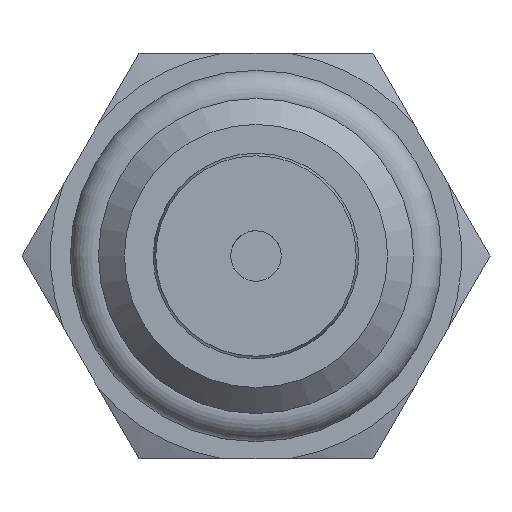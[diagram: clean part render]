
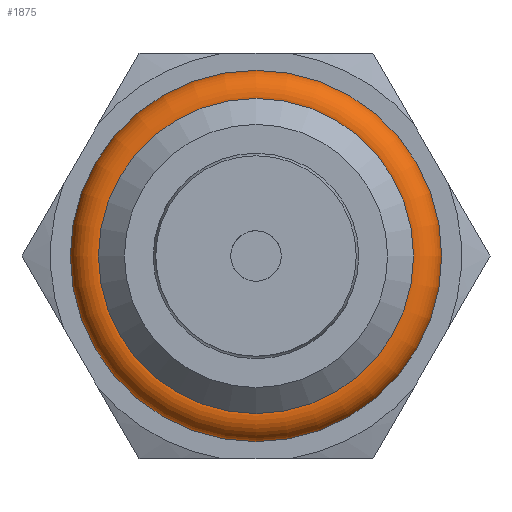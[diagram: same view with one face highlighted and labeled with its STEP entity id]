
A CAD part, left-side view. The second image highlights one B-rep face of the part: STEP entity #1875.
In plain terms, the highlighted toroidal (fillet/blend) face has major radius 5.626 mm and minor radius 0.914 mm.
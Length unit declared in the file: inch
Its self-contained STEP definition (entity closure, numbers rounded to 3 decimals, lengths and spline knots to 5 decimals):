
#524=FACE_OUTER_BOUND('',#687,.T.);
#687=EDGE_LOOP('',(#1522,#1524,#1523,#1525));
#839=CIRCLE('',#2059,0.036);
#840=CIRCLE('',#2060,0.2575);
#978=VERTEX_POINT('',#3296);
#1180=EDGE_CURVE('',#978,#978,#839,.T.);
#1181=EDGE_CURVE('',#978,#978,#840,.T.);
#1522=ORIENTED_EDGE('',*,*,#1180,.T.);
#1523=ORIENTED_EDGE('',*,*,#1180,.F.);
#1524=ORIENTED_EDGE('',*,*,#1181,.T.);
#1525=ORIENTED_EDGE('',*,*,#1181,.F.);
#1824=TOROIDAL_SURFACE('',#2058,0.2215,0.036);
#1875=ADVANCED_FACE('',(#524),#1824,.T.);
#2058=AXIS2_PLACEMENT_3D('',#3293,#2425,#2426);
#2059=AXIS2_PLACEMENT_3D('',#3294,#2427,#2428);
#2060=AXIS2_PLACEMENT_3D('',#3295,#2429,#2430);
#2425=DIRECTION('center_axis',(1.,0.,0.));
#2426=DIRECTION('ref_axis',(0.,0.,-1.));
#2427=DIRECTION('center_axis',(0.,-1.,0.));
#2428=DIRECTION('ref_axis',(0.,0.,-1.));
#2429=DIRECTION('center_axis',(-1.,0.,0.));
#2430=DIRECTION('ref_axis',(0.,0.,-1.));
#3293=CARTESIAN_POINT('Origin',(0.,0.00098,0.));
#3294=CARTESIAN_POINT('Origin',(0.,0.00098,-0.2215));
#3295=CARTESIAN_POINT('Origin',(0.,0.00098,0.));
#3296=CARTESIAN_POINT('',(0.,0.00098,-0.2575));
